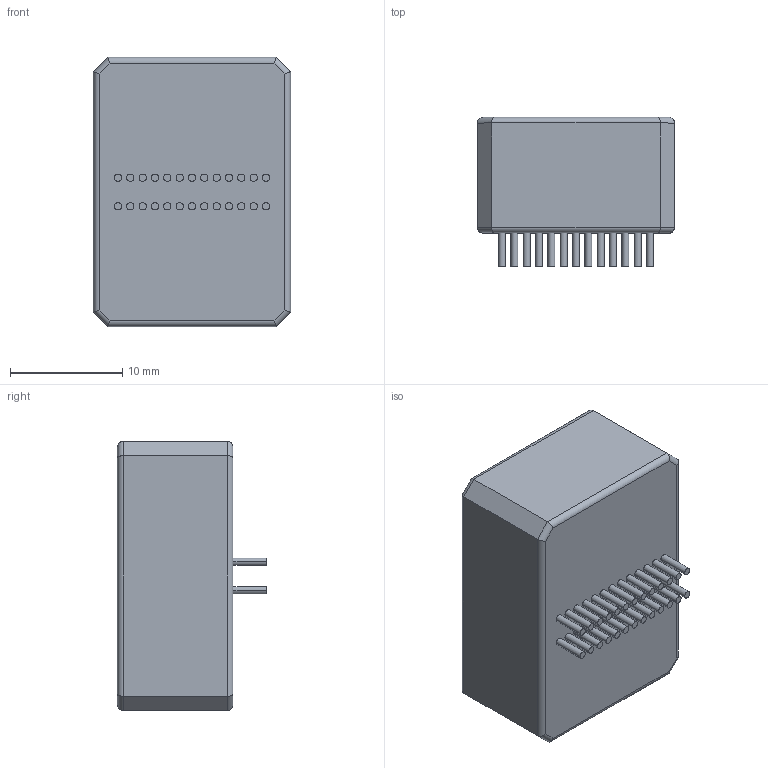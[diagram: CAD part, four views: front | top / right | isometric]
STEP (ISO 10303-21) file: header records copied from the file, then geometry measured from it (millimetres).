
FILE_DESCRIPTION (( 'STEP AP214' ), '1' );
FILE_NAME ( 'BELFUSE_L829-1J1T-43_RJ45.step', '2019-09-01T19:49:56', ( '' ), ( '' ), 'Part was generated with the free Library Expert Lite available at www.PCBLibraries.com. Removing line will violate the End User License Agreement.', '©2017 PCB Libraries, Inc.', '' );
FILE_SCHEMA (( 'AUTOMOTIVE_DESIGN' ));
Length unit declared in the file: millimetre
Products named in the file (1): BELFUSE_L829-1J1T-43_RJ45
Bounding box: 17.58 x 13.3 x 24 mm (x, y, z)
Volume: 4329.1 mm3; surface area: 1804.7 mm2
Topology: 27 solids, 27 shells, 135 faces, 222 edges, 142 vertices
Faces by surface type: cylinder 70, plane 63, torus 2
Entity records: 3796 total; most frequent: DIRECTION 590, CARTESIAN_POINT 548, ORIENTED_EDGE 444, AXIS2_PLACEMENT_3D 248, EDGE_CURVE 222, STYLED_ITEM 163, PRESENTATION_LAYER_ASSIGNMENT 163, MECHANICAL_DESIGN_GEOMETRIC_PRESENTATION_REPRESENTATION 163
